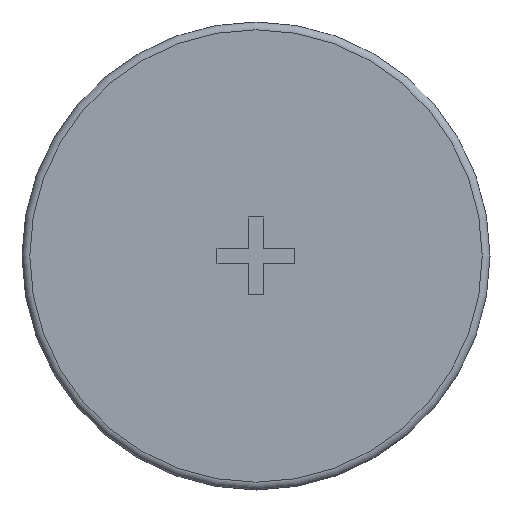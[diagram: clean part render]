
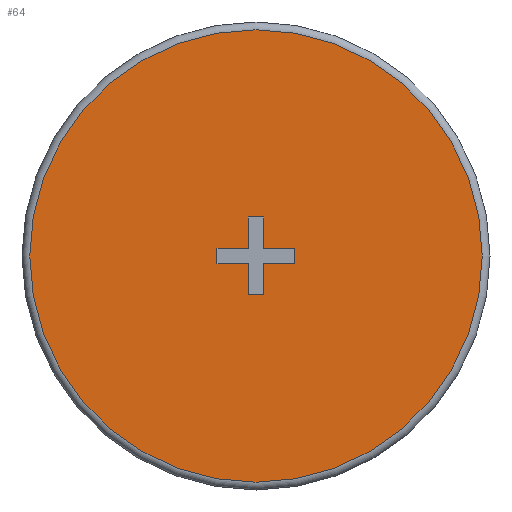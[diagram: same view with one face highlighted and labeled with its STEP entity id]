
A CAD part, front view. The second image highlights one B-rep face of the part: STEP entity #64.
In plain terms, the highlighted planar face has unit normal (0, -1, 0).
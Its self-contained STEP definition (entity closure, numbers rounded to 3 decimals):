
#64 = ADVANCED_FACE( '', ( #144, #145 ), #146, .F. );
#144 = FACE_BOUND( '', #243, .T. );
#145 = FACE_OUTER_BOUND( '', #244, .T. );
#146 = PLANE( '', #245 );
#243 = EDGE_LOOP( '', ( #360, #361, #362, #363, #364, #365, #366, #367, #368, #369, #370, #371 ) );
#244 = EDGE_LOOP( '', ( #372 ) );
#245 = AXIS2_PLACEMENT_3D( '', #373, #374, #375 );
#360 = ORIENTED_EDGE( '', *, *, #561, .T. );
#361 = ORIENTED_EDGE( '', *, *, #575, .F. );
#362 = ORIENTED_EDGE( '', *, *, #576, .T. );
#363 = ORIENTED_EDGE( '', *, *, #577, .T. );
#364 = ORIENTED_EDGE( '', *, *, #578, .T. );
#365 = ORIENTED_EDGE( '', *, *, #579, .T. );
#366 = ORIENTED_EDGE( '', *, *, #580, .T. );
#367 = ORIENTED_EDGE( '', *, *, #581, .T. );
#368 = ORIENTED_EDGE( '', *, *, #556, .T. );
#369 = ORIENTED_EDGE( '', *, *, #571, .T. );
#370 = ORIENTED_EDGE( '', *, *, #582, .T. );
#371 = ORIENTED_EDGE( '', *, *, #583, .T. );
#372 = ORIENTED_EDGE( '', *, *, #552, .T. );
#373 = CARTESIAN_POINT( '', ( 14.5, 0., 0. ) );
#374 = DIRECTION( '', ( 0., 1., 0. ) );
#375 = DIRECTION( '', ( 0., 0., 1. ) );
#552 = EDGE_CURVE( '', #642, #642, #643, .T. );
#556 = EDGE_CURVE( '', #648, #649, #650, .T. );
#561 = EDGE_CURVE( '', #657, #658, #659, .T. );
#571 = EDGE_CURVE( '', #649, #675, #676, .T. );
#575 = EDGE_CURVE( '', #681, #658, #682, .T. );
#576 = EDGE_CURVE( '', #681, #683, #684, .T. );
#577 = EDGE_CURVE( '', #683, #685, #686, .T. );
#578 = EDGE_CURVE( '', #685, #687, #688, .T. );
#579 = EDGE_CURVE( '', #687, #689, #690, .T. );
#580 = EDGE_CURVE( '', #689, #691, #692, .T. );
#581 = EDGE_CURVE( '', #691, #648, #693, .T. );
#582 = EDGE_CURVE( '', #675, #694, #695, .T. );
#583 = EDGE_CURVE( '', #694, #657, #696, .T. );
#642 = VERTEX_POINT( '', #774 );
#643 = CIRCLE( '', #775, 14.5 );
#648 = VERTEX_POINT( '', #780 );
#649 = VERTEX_POINT( '', #781 );
#650 = LINE( '', #782, #783 );
#657 = VERTEX_POINT( '', #793 );
#658 = VERTEX_POINT( '', #794 );
#659 = LINE( '', #795, #796 );
#675 = VERTEX_POINT( '', #819 );
#676 = LINE( '', #820, #821 );
#681 = VERTEX_POINT( '', #828 );
#682 = LINE( '', #829, #830 );
#683 = VERTEX_POINT( '', #831 );
#684 = LINE( '', #832, #833 );
#685 = VERTEX_POINT( '', #834 );
#686 = LINE( '', #835, #836 );
#687 = VERTEX_POINT( '', #837 );
#688 = LINE( '', #838, #839 );
#689 = VERTEX_POINT( '', #840 );
#690 = LINE( '', #841, #842 );
#691 = VERTEX_POINT( '', #843 );
#692 = LINE( '', #844, #845 );
#693 = LINE( '', #846, #847 );
#694 = VERTEX_POINT( '', #848 );
#695 = LINE( '', #849, #850 );
#696 = LINE( '', #851, #852 );
#774 = CARTESIAN_POINT( '', ( 0., 0., -14.5 ) );
#775 = AXIS2_PLACEMENT_3D( '', #960, #961, #962 );
#780 = CARTESIAN_POINT( '', ( -2.5, 0., 0.5 ) );
#781 = CARTESIAN_POINT( '', ( -0.5, 0., 0.5 ) );
#782 = CARTESIAN_POINT( '', ( -2.5, 0., 0.5 ) );
#783 = VECTOR( '', #966, 1000. );
#793 = CARTESIAN_POINT( '', ( 0.5, 0., 0.5 ) );
#794 = CARTESIAN_POINT( '', ( 2.5, 0., 0.5 ) );
#795 = CARTESIAN_POINT( '', ( 0.5, 0., 0.5 ) );
#796 = VECTOR( '', #970, 1000. );
#819 = CARTESIAN_POINT( '', ( -0.5, 0., 2.5 ) );
#820 = CARTESIAN_POINT( '', ( -0.5, 0., 0.5 ) );
#821 = VECTOR( '', #978, 1000. );
#828 = CARTESIAN_POINT( '', ( 2.5, 0., -0.5 ) );
#829 = CARTESIAN_POINT( '', ( 2.5, 0., 0. ) );
#830 = VECTOR( '', #981, 1000. );
#831 = CARTESIAN_POINT( '', ( 0.5, 0., -0.5 ) );
#832 = CARTESIAN_POINT( '', ( 2.5, 0., -0.5 ) );
#833 = VECTOR( '', #982, 1000. );
#834 = CARTESIAN_POINT( '', ( 0.5, 0., -2.5 ) );
#835 = CARTESIAN_POINT( '', ( 0.5, 0., -0.5 ) );
#836 = VECTOR( '', #983, 1000. );
#837 = CARTESIAN_POINT( '', ( -0.5, 0., -2.5 ) );
#838 = CARTESIAN_POINT( '', ( 0.5, 0., -2.5 ) );
#839 = VECTOR( '', #984, 1000. );
#840 = CARTESIAN_POINT( '', ( -0.5, 0., -0.5 ) );
#841 = CARTESIAN_POINT( '', ( -0.5, 0., -2.5 ) );
#842 = VECTOR( '', #985, 1000. );
#843 = CARTESIAN_POINT( '', ( -2.5, 0., -0.5 ) );
#844 = CARTESIAN_POINT( '', ( -0.5, 0., -0.5 ) );
#845 = VECTOR( '', #986, 1000. );
#846 = CARTESIAN_POINT( '', ( -2.5, 0., -0.5 ) );
#847 = VECTOR( '', #987, 1000. );
#848 = CARTESIAN_POINT( '', ( 0.5, 0., 2.5 ) );
#849 = CARTESIAN_POINT( '', ( -0.5, 0., 2.5 ) );
#850 = VECTOR( '', #988, 1000. );
#851 = CARTESIAN_POINT( '', ( 0.5, 0., 2.5 ) );
#852 = VECTOR( '', #989, 1000. );
#960 = CARTESIAN_POINT( '', ( 0., 0., 0. ) );
#961 = DIRECTION( '', ( 0., -1., 0. ) );
#962 = DIRECTION( '', ( 0., 0., -1. ) );
#966 = DIRECTION( '', ( 1., 0., 0. ) );
#970 = DIRECTION( '', ( 1., 0., 0. ) );
#978 = DIRECTION( '', ( 0., 0., 1. ) );
#981 = DIRECTION( '', ( 0., 0., 1. ) );
#982 = DIRECTION( '', ( -1., 0., 0. ) );
#983 = DIRECTION( '', ( 0., 0., -1. ) );
#984 = DIRECTION( '', ( -1., 0., 0. ) );
#985 = DIRECTION( '', ( 0., 0., 1. ) );
#986 = DIRECTION( '', ( -1., 0., 0. ) );
#987 = DIRECTION( '', ( 0., 0., 1. ) );
#988 = DIRECTION( '', ( 1., 0., 0. ) );
#989 = DIRECTION( '', ( 0., 0., -1. ) );
